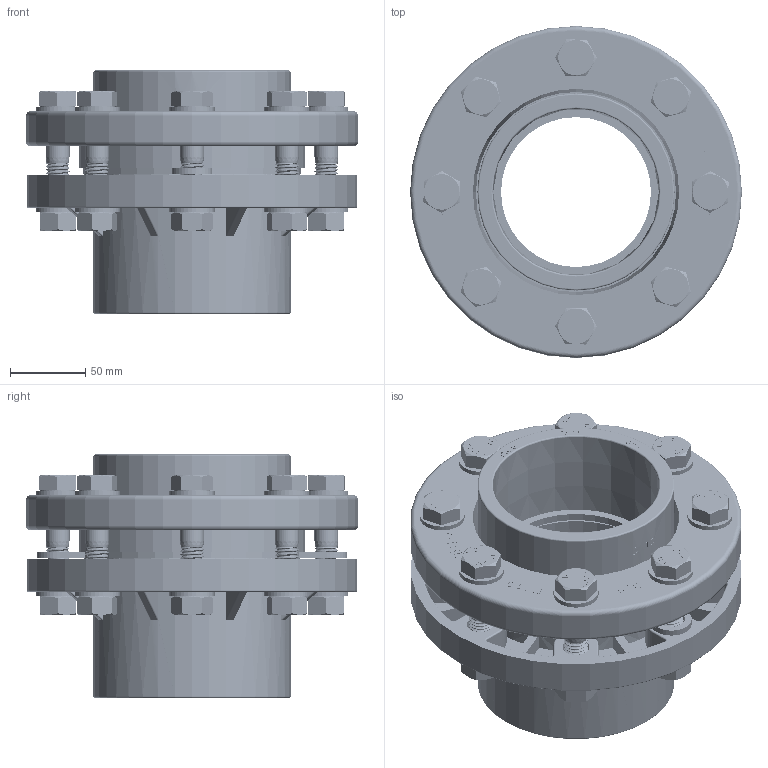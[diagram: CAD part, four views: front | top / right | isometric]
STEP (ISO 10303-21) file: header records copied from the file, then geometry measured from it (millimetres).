
FILE_DESCRIPTION(/* description */ (''),/* implementation_level */ '2;1');
FILE_NAME(/* name */ 'AF0708.V4A.110.step',/* time_stamp */ '2026-02-13T11:57:55+01:00',/* author */ (''),/* organization */ (''),/* preprocessor_version */ 'ST-DEVELOPER v20.1',/* originating_system */ 'Autodesk Translation Framework v14.24.0.0',/* authorisation */ '');
FILE_SCHEMA (('AUTOMOTIVE_DESIGN { 1 0 10303 214 3 1 1 }'));
Length unit declared in the file: millimetre
Products named in the file (8): 2026-02-12-10-27-24-469; 2026-02-12-10-46-27-766; 2026-02-12-10-46-29-905; 2026-02-12-10-46-31-785; 2026-02-12-10-32-55-657; 2026-02-12-10-32-55-658; 2026-02-12-10-32-55-659; 2026-02-12-10-32-55-707
Assembly tree (7 placements, depth 3):
  2026-02-12-10-27-24-469
    2026-02-12-10-46-27-766
    2026-02-12-10-46-29-905
    2026-02-12-10-46-31-785
    2026-02-12-10-32-55-657
      2026-02-12-10-32-55-658
    2026-02-12-10-32-55-659
    2026-02-12-10-32-55-707
Bounding box: 220.6 x 220.6 x 162.05 mm (x, y, z)
Volume: 1708951.2 mm3; surface area: 452867.3 mm2
Topology: 36 solids, 36 shells, 2805 faces, 7407 edges, 4889 vertices
Faces by surface type: plane 1240, bspline 713, cylinder 675, torus 96, cone 81
Full cylindrical faces by diameter (mm): 4.667 x1, 6.222 x1, 13.127 x136, 14.023 x32, 15.723 x136, 16.25 x28, 16.251 x4, 17 x16, 17.8 x8, 18 x10, 23.641 x8, 30 x16, 99.6 x1, 105.8 x1, 110 x1, 110.8 x1, 115.8 x1, 120.5 x1, 125.5 x1, 130 x1, 131 x1, 131.2 x1, 135 x1, 140 x1, 145 x1, 149.8 x1, 219.6 x1, 220.6 x1
Entity records: 145423 total; most frequent: CARTESIAN_POINT 81618, ORIENTED_EDGE 14814, DIRECTION 10370, EDGE_CURVE 7407, VERTEX_POINT 4889, LINE 3904, VECTOR 3904, AXIS2_PLACEMENT_3D 3233
